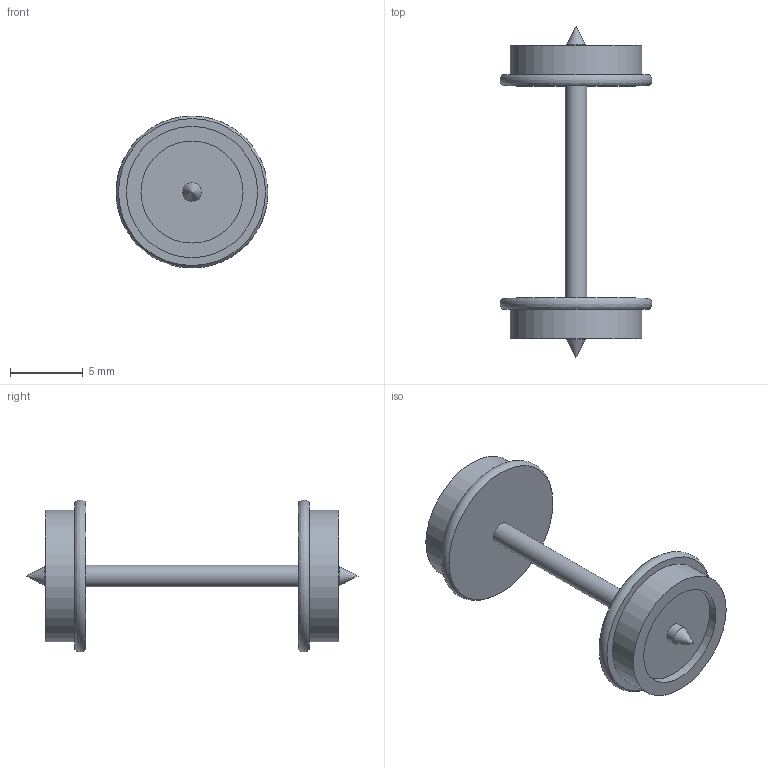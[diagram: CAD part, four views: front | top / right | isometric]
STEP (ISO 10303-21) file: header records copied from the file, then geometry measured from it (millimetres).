
FILE_DESCRIPTION(('FreeCAD Model'),'2;1');
FILE_NAME('Wheels.step', '2020-02-05T13:19:29',('Author'),(''), 'Open CASCADE STEP processor 7.3','FreeCAD','Unknown');
FILE_SCHEMA(('AUTOMOTIVE_DESIGN { 1 0 10303 214 1 1 1 1 }'));
Length unit declared in the file: millimetre
Products named in the file (1): Body
Bounding box: 10.42 x 22.77 x 10.41 mm (x, y, z)
Volume: 368 mm3; surface area: 589.4 mm2
Topology: 1 solids, 1 shells, 19 faces, 31 edges, 20 vertices
Faces by surface type: plane 8, cylinder 7, revolution 2, cone 2
Full cylindrical faces by diameter (mm): 1.286 x2, 1.5 x1, 7 x2, 9 x2
Entity records: 868 total; most frequent: CARTESIAN_POINT 178, DIRECTION 140, ORIENTED_EDGE 58, PCURVE 58, DEFINITIONAL_REPRESENTATION 58, LINE 50, VECTOR 50, AXIS2_PLACEMENT_3D 40
